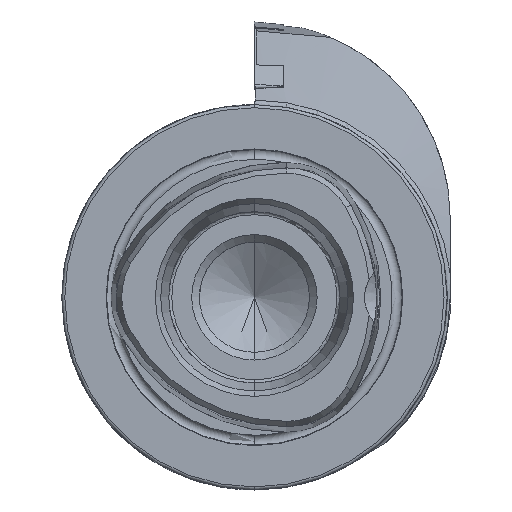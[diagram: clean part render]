
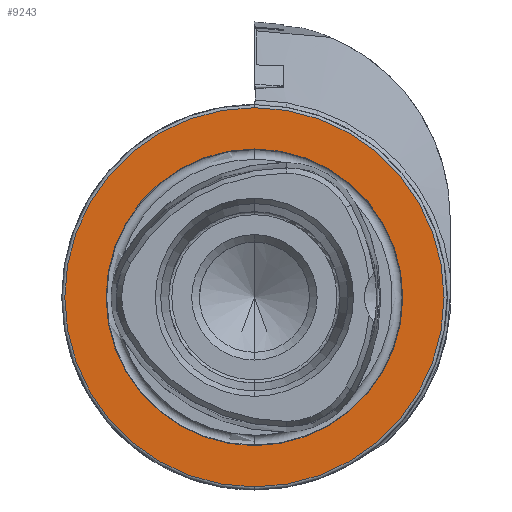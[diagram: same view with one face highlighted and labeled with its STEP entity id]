
A CAD part, left-side view. The second image highlights one B-rep face of the part: STEP entity #9243.
In plain terms, the highlighted planar face has unit normal (-1, 0, 0).
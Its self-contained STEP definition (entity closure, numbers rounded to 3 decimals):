
#330 = CARTESIAN_POINT ( 'NONE',  ( 0., 24.25, 0. ) ) ;
#333 = PLANE ( 'NONE',  #8305 ) ;
#335 = DIRECTION ( 'NONE',  ( 1., 0., 0. ) ) ;
#336 = DIRECTION ( 'NONE',  ( 0., 0., -1. ) ) ;
#680 = EDGE_LOOP ( 'NONE', ( #3965, #3967 ) ) ;
#681 = EDGE_LOOP ( 'NONE', ( #3961, #3963 ) ) ;
#957 = AXIS2_PLACEMENT_3D ( 'NONE', #8353, #8352, #8800 ) ;
#960 = AXIS2_PLACEMENT_3D ( 'NONE', #8792, #8791, #8790 ) ;
#1074 = AXIS2_PLACEMENT_3D ( 'NONE', #4210, #4212, #4214 ) ;
#1075 = AXIS2_PLACEMENT_3D ( 'NONE', #4220, #4221, #4223 ) ;
#1891 = FACE_BOUND ( 'NONE', #681, .T. ) ;
#1905 = FACE_OUTER_BOUND ( 'NONE', #680, .T. ) ;
#2196 = CARTESIAN_POINT ( 'NONE',  ( 0., 0., -24.25 ) ) ;
#2334 = CARTESIAN_POINT ( 'NONE',  ( 0., 0., 31. ) ) ;
#2356 = CARTESIAN_POINT ( 'NONE',  ( 0., 0., 24.25 ) ) ;
#2369 = CARTESIAN_POINT ( 'NONE',  ( 0., 0., -31. ) ) ;
#3961 = ORIENTED_EDGE ( 'NONE', *, *, #7439, .F. ) ;
#3963 = ORIENTED_EDGE ( 'NONE', *, *, #6678, .F. ) ;
#3965 = ORIENTED_EDGE ( 'NONE', *, *, #6672, .T. ) ;
#3967 = ORIENTED_EDGE ( 'NONE', *, *, #7442, .T. ) ;
#4210 = CARTESIAN_POINT ( 'NONE',  ( 0., 0., 0. ) ) ;
#4212 = DIRECTION ( 'NONE',  ( -1., 0., 0. ) ) ;
#4214 = DIRECTION ( 'NONE',  ( 0., 0., 1. ) ) ;
#4220 = CARTESIAN_POINT ( 'NONE',  ( 0., 0., 0. ) ) ;
#4221 = DIRECTION ( 'NONE',  ( -1., 0., 0. ) ) ;
#4223 = DIRECTION ( 'NONE',  ( 0., 0., 1. ) ) ;
#4891 = CIRCLE ( 'NONE', #957, 31. ) ;
#4897 = CIRCLE ( 'NONE', #960, 24.25 ) ;
#5236 = CIRCLE ( 'NONE', #1074, 24.25 ) ;
#5237 = CIRCLE ( 'NONE', #1075, 31. ) ;
#6672 = EDGE_CURVE ( 'NONE', #7778, #7813, #4891, .T. ) ;
#6678 = EDGE_CURVE ( 'NONE', #7593, #7800, #4897, .T. ) ;
#7439 = EDGE_CURVE ( 'NONE', #7800, #7593, #5236, .T. ) ;
#7442 = EDGE_CURVE ( 'NONE', #7813, #7778, #5237, .T. ) ;
#7593 = VERTEX_POINT ( 'NONE', #2196 ) ;
#7778 = VERTEX_POINT ( 'NONE', #2334 ) ;
#7800 = VERTEX_POINT ( 'NONE', #2356 ) ;
#7813 = VERTEX_POINT ( 'NONE', #2369 ) ;
#8305 = AXIS2_PLACEMENT_3D ( 'NONE', #330, #335, #336 ) ;
#8352 = DIRECTION ( 'NONE',  ( -1., 0., 0. ) ) ;
#8353 = CARTESIAN_POINT ( 'NONE',  ( 0., 0., 0. ) ) ;
#8790 = DIRECTION ( 'NONE',  ( 0., 0., 1. ) ) ;
#8791 = DIRECTION ( 'NONE',  ( -1., 0., 0. ) ) ;
#8792 = CARTESIAN_POINT ( 'NONE',  ( 0., 0., 0. ) ) ;
#8800 = DIRECTION ( 'NONE',  ( 0., 0., 1. ) ) ;
#9243 = ADVANCED_FACE ( 'NONE', ( #1891, #1905 ), #333, .F. ) ;
